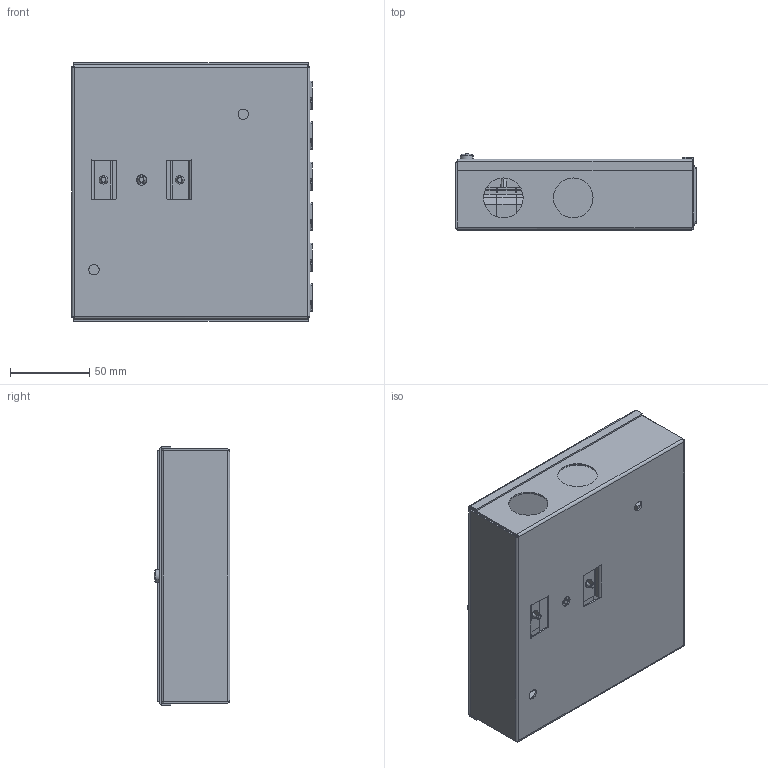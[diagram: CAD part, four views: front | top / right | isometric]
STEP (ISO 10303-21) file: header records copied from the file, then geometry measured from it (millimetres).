
FILE_DESCRIPTION (( 'STEP AP214' ), '1' );
FILE_NAME ('6107982.STEP', '2020-03-13T13:20:57', ( '' ), ( '' ), 'SwSTEP 2.0', 'SolidWorks 2018', '' );
FILE_SCHEMA (( 'AUTOMOTIVE_DESIGN' ));
Length unit declared in the file: millimetre
Products named in the file (21): P_0000012821_1_L2; P_39440524_1_Standard; 42439GH_Br…ke Erde; P_0000012821_1_N; P_42439JG_1_UVS Standard PE-Anschluss_3; 43829_43829A; 43828_43828A; 42439GH_98ø; P_0000012821_1_L3; 42439GH_82ø; 42439GH_Br…ke N; P_42439JG_1_UVS Standard PE-Anschluss; P_42439JG_1_UVS Standard PE-Anschluss_2; P_39440524_2_ohne Pin; P_07700703_1_schwarz; P_39440524_2_mit Pin; 42439GH_90ø; 35104466_Standard; P_0000012821_1_Standard; 6107982
Assembly tree (36 placements, depth 3):
  6107982
    43828_43828A
    43829_43829A
    35104466_Standard
    P_39440524_1_Standard
      P_39440524_2_mit Pin  x3
      P_39440524_2_ohne Pin  x2
    P_07700703_1_schwarz  x6
    42439GH_82ø
    42439GH_90ø
    42439GH_98ø
    42439GH_Br…ke Erde  x5
    42439GH_Br…ke N  x5
    P_42439JG_1_UVS Standard PE-Anschluss
      P_42439JG_1_UVS Standard PE-Anschluss
      P_42439JG_1_UVS Standard PE-Anschluss_3
      P_42439JG_1_UVS Standard PE-Anschluss_2
    P_0000012821_1_Standard
    P_0000012821_1_L2
    P_0000012821_1_L3
    P_0000012821_1_N
Bounding box: 151.5 x 47.78 x 162.5 mm (x, y, z)
Volume: 210611.6 mm3; surface area: 214827.6 mm2
Topology: 34 solids, 34 shells, 1493 faces, 4006 edges, 2584 vertices
Faces by surface type: plane 981, cylinder 370, bspline 120, cone 22
Entity records: 27176 total; most frequent: CARTESIAN_POINT 5083, ORIENTED_EDGE 3076, DIRECTION 2954, EDGE_CURVE 1538, LINE 1052, VECTOR 1052, VERTEX_POINT 968, AXIS2_PLACEMENT_3D 951
